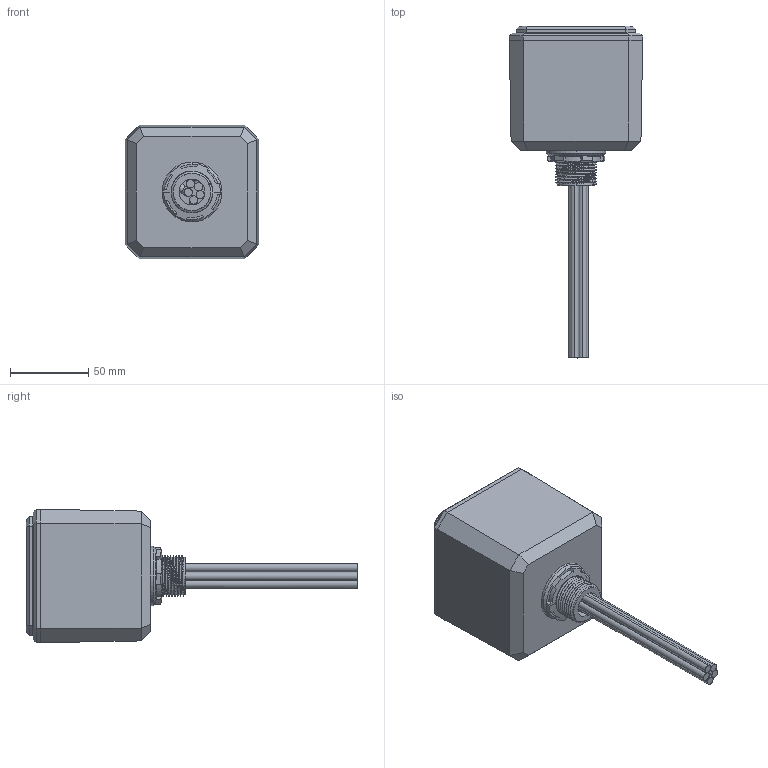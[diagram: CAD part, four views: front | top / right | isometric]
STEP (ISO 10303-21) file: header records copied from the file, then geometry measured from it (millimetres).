
FILE_DESCRIPTION (( 'STEP AP214' ), '1' );
FILE_NAME ('STXR600Y05N.step', '2016-11-01T21:09:10', ( '' ), ( '' ), 'SwSTEP 2.0', 'SolidWorks 2016', '' );
FILE_SCHEMA (( 'AUTOMOTIVE_DESIGN' ));
Length unit declared in the file: inch
Products named in the file (1): STXR600Y05N
Bounding box: 85.01 x 211.51 x 85.01 mm (x, y, z)
Volume: 138520.7 mm3; surface area: 95980.1 mm2
Topology: 8 solids, 8 shells, 525 faces, 1387 edges, 891 vertices
Faces by surface type: plane 318, cylinder 123, bspline 58, cone 26
Entity records: 20568 total; most frequent: CARTESIAN_POINT 8056, ORIENTED_EDGE 2774, DIRECTION 2332, EDGE_CURVE 1387, LINE 912, VECTOR 912, VERTEX_POINT 891, AXIS2_PLACEMENT_3D 710
